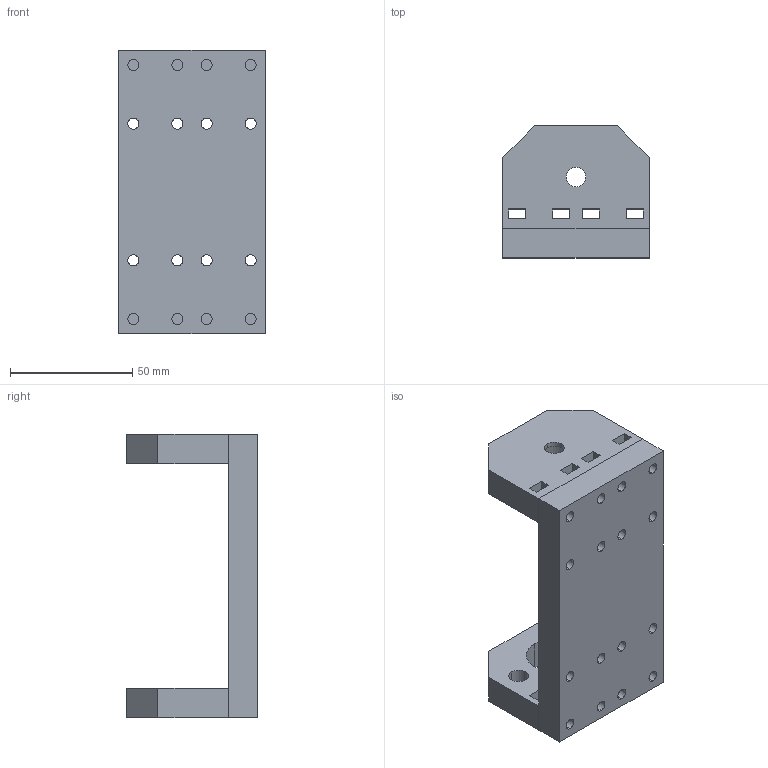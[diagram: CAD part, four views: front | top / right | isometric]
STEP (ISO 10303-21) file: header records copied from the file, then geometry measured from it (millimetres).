
FILE_DESCRIPTION (( 'STEP AP214' ), '1' );
FILE_NAME ('New_carriage.STEP', '2023-02-24T16:13:28', ( '' ), ( '' ), 'SwSTEP 2.0', 'SolidWorks 2022', '' );
FILE_SCHEMA (( 'AUTOMOTIVE_DESIGN' ));
Length unit declared in the file: millimetre
Products named in the file (4): New_carriage; Top_plate; Carriage_plate; Buttom_plate
Assembly tree (3 placements, depth 2):
  New_carriage
    Carriage_plate
    Buttom_plate
    Top_plate
Bounding box: 60 x 54 x 116 mm (x, y, z)
Volume: 123748.2 mm3; surface area: 37781.8 mm2
Topology: 3 solids, 3 shells, 175 faces, 474 edges, 316 vertices
Faces by surface type: plane 113, cylinder 62
Entity records: 7735 total; most frequent: CARTESIAN_POINT 971, DIRECTION 960, ORIENTED_EDGE 948, EDGE_CURVE 474, LINE 350, VECTOR 350, VERTEX_POINT 316, AXIS2_PLACEMENT_3D 305
